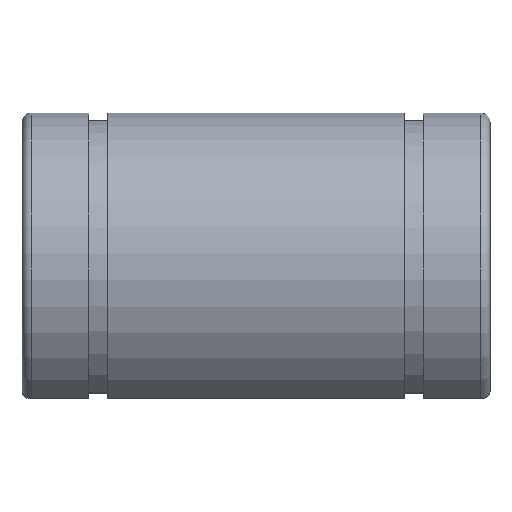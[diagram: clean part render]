
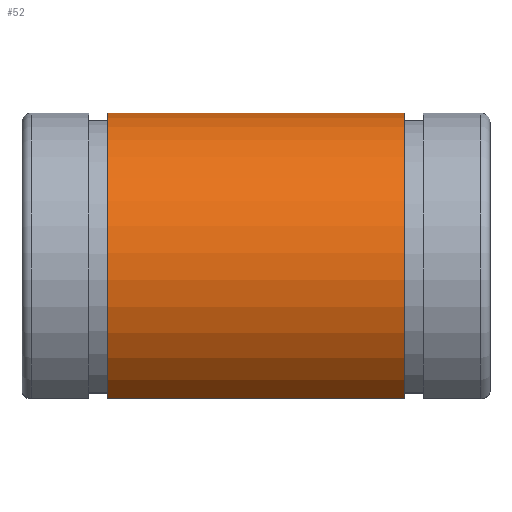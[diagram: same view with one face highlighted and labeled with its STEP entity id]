
A CAD part, top view. The second image highlights one B-rep face of the part: STEP entity #52.
In plain terms, the highlighted cylindrical face has radius 11 mm (diameter 22 mm), a partial arc.
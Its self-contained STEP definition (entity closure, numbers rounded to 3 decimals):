
#52 = ADVANCED_FACE( '', ( #114, #115 ), #116, .T. );
#114 = FACE_OUTER_BOUND( '', #183, .T. );
#115 = FACE_BOUND( '', #184, .T. );
#116 = CYLINDRICAL_SURFACE( '', #185, 11. );
#183 = EDGE_LOOP( '', ( #263, #264, #265, #266 ) );
#184 = EDGE_LOOP( '', ( #267 ) );
#185 = AXIS2_PLACEMENT_3D( '', #268, #269, #270 );
#263 = ORIENTED_EDGE( '', *, *, #431, .T. );
#264 = ORIENTED_EDGE( '', *, *, #432, .T. );
#265 = ORIENTED_EDGE( '', *, *, #433, .F. );
#266 = ORIENTED_EDGE( '', *, *, #434, .T. );
#267 = ORIENTED_EDGE( '', *, *, #423, .T. );
#268 = CARTESIAN_POINT( '', ( 32., 0., 0. ) );
#269 = DIRECTION( '', ( -1., 0., 0. ) );
#270 = DIRECTION( '', ( 0., 0., -1. ) );
#423 = EDGE_CURVE( '', #501, #501, #502, .T. );
#431 = EDGE_CURVE( '', #515, #516, #517, .T. );
#432 = EDGE_CURVE( '', #516, #518, #519, .T. );
#433 = EDGE_CURVE( '', #520, #518, #521, .T. );
#434 = EDGE_CURVE( '', #520, #515, #522, .F. );
#501 = VERTEX_POINT( '', #609 );
#502 = B_SPLINE_CURVE_WITH_KNOTS( '', 3, ( #610, #611, #612, #613, #614, #615, #616, #617, #618, #619, #620, #621, #622, #623, #624, #625, #626, #627, #628, #629, #630, #631, #632, #633, #634, #635, #636, #637, #638, #639, #640, #641, #642, #643, #644, #645, #646, #647, #648, #649, #650, #651, #652, #653, #654, #655, #656, #657, #658, #659 ), .UNSPECIFIED., .T., .F., ( 2, 2, 2, 2, 2, 2, 2, 2, 2, 2, 2, 2, 2, 2, 2, 2, 2, 2, 2, 2, 2, 2, 2, 2, 2, 2, 2 ), ( -0.001, 0., 0., 0.001, 0.001, 0.001, 0.002, 0.002, 0.003, 0.003, 0.004, 0.004, 0.004, 0.004, 0.005, 0.005, 0.006, 0.006, 0.006, 0.007, 0.007, 0.008, 0.008, 0.008, 0.009, 0.009, 0.01 ), .UNSPECIFIED. );
#515 = VERTEX_POINT( '', #684 );
#516 = VERTEX_POINT( '', #685 );
#517 = CIRCLE( '', #686, 11. );
#518 = VERTEX_POINT( '', #687 );
#519 = LINE( '', #688, #689 );
#520 = VERTEX_POINT( '', #690 );
#521 = CIRCLE( '', #691, 11. );
#522 = LINE( '', #692, #693 );
#609 = CARTESIAN_POINT( '', ( 16., 2.826, -10.631 ) );
#610 = CARTESIAN_POINT( '', ( 16.198, 2.826, -10.631 ) );
#611 = CARTESIAN_POINT( '', ( 15.901, 2.826, -10.631 ) );
#612 = CARTESIAN_POINT( '', ( 15.803, 2.817, -10.633 ) );
#613 = CARTESIAN_POINT( '', ( 15.611, 2.779, -10.643 ) );
#614 = CARTESIAN_POINT( '', ( 15.516, 2.751, -10.65 ) );
#615 = CARTESIAN_POINT( '', ( 15.334, 2.678, -10.669 ) );
#616 = CARTESIAN_POINT( '', ( 15.248, 2.633, -10.68 ) );
#617 = CARTESIAN_POINT( '', ( 15.085, 2.526, -10.706 ) );
#618 = CARTESIAN_POINT( '', ( 15.008, 2.464, -10.721 ) );
#619 = CARTESIAN_POINT( '', ( 14.801, 2.261, -10.766 ) );
#620 = CARTESIAN_POINT( '', ( 14.689, 2.097, -10.8 ) );
#621 = CARTESIAN_POINT( '', ( 14.54, 1.741, -10.863 ) );
#622 = CARTESIAN_POINT( '', ( 14.5, 1.545, -10.893 ) );
#623 = CARTESIAN_POINT( '', ( 14.5, 1.254, -10.929 ) );
#624 = CARTESIAN_POINT( '', ( 14.51, 1.155, -10.94 ) );
#625 = CARTESIAN_POINT( '', ( 14.548, 0.963, -10.958 ) );
#626 = CARTESIAN_POINT( '', ( 14.576, 0.87, -10.966 ) );
#627 = CARTESIAN_POINT( '', ( 14.689, 0.598, -10.985 ) );
#628 = CARTESIAN_POINT( '', ( 14.799, 0.432, -10.992 ) );
#629 = CARTESIAN_POINT( '', ( 15.009, 0.221, -10.998 ) );
#630 = CARTESIAN_POINT( '', ( 15.084, 0.159, -10.999 ) );
#631 = CARTESIAN_POINT( '', ( 15.247, 0.05, -11. ) );
#632 = CARTESIAN_POINT( '', ( 15.335, 0.002, -11. ) );
#633 = CARTESIAN_POINT( '', ( 15.516, -0.074, -11. ) );
#634 = CARTESIAN_POINT( '', ( 15.61, -0.102, -11. ) );
#635 = CARTESIAN_POINT( '', ( 15.802, -0.141, -10.999 ) );
#636 = CARTESIAN_POINT( '', ( 15.901, -0.151, -10.999 ) );
#637 = CARTESIAN_POINT( '', ( 16.195, -0.151, -10.999 ) );
#638 = CARTESIAN_POINT( '', ( 16.393, -0.112, -11. ) );
#639 = CARTESIAN_POINT( '', ( 16.754, 0.039, -11. ) );
#640 = CARTESIAN_POINT( '', ( 16.921, 0.151, -11. ) );
#641 = CARTESIAN_POINT( '', ( 17.129, 0.359, -10.994 ) );
#642 = CARTESIAN_POINT( '', ( 17.192, 0.437, -10.992 ) );
#643 = CARTESIAN_POINT( '', ( 17.301, 0.6, -10.984 ) );
#644 = CARTESIAN_POINT( '', ( 17.347, 0.686, -10.979 ) );
#645 = CARTESIAN_POINT( '', ( 17.461, 0.958, -10.96 ) );
#646 = CARTESIAN_POINT( '', ( 17.5, 1.152, -10.941 ) );
#647 = CARTESIAN_POINT( '', ( 17.5, 1.447, -10.905 ) );
#648 = CARTESIAN_POINT( '', ( 17.49, 1.544, -10.892 ) );
#649 = CARTESIAN_POINT( '', ( 17.452, 1.734, -10.863 ) );
#650 = CARTESIAN_POINT( '', ( 17.424, 1.828, -10.847 ) );
#651 = CARTESIAN_POINT( '', ( 17.348, 2.007, -10.816 ) );
#652 = CARTESIAN_POINT( '', ( 17.302, 2.092, -10.8 ) );
#653 = CARTESIAN_POINT( '', ( 17.194, 2.252, -10.767 ) );
#654 = CARTESIAN_POINT( '', ( 17.13, 2.328, -10.751 ) );
#655 = CARTESIAN_POINT( '', ( 16.923, 2.531, -10.706 ) );
#656 = CARTESIAN_POINT( '', ( 16.756, 2.641, -10.679 ) );
#657 = CARTESIAN_POINT( '', ( 16.396, 2.787, -10.641 ) );
#658 = CARTESIAN_POINT( '', ( 16.198, 2.826, -10.631 ) );
#659 = CARTESIAN_POINT( '', ( 15.901, 2.826, -10.631 ) );
#684 = CARTESIAN_POINT( '', ( 5.85, -8.57, -6.897 ) );
#685 = CARTESIAN_POINT( '', ( 5.85, -8.57, 6.897 ) );
#686 = AXIS2_PLACEMENT_3D( '', #836, #837, #838 );
#687 = CARTESIAN_POINT( '', ( 26.15, -8.57, 6.897 ) );
#688 = CARTESIAN_POINT( '', ( 32., -8.57, 6.897 ) );
#689 = VECTOR( '', #839, 1000. );
#690 = CARTESIAN_POINT( '', ( 26.15, -8.57, -6.897 ) );
#691 = AXIS2_PLACEMENT_3D( '', #840, #841, #842 );
#692 = CARTESIAN_POINT( '', ( 32., -8.57, -6.897 ) );
#693 = VECTOR( '', #843, 1000. );
#836 = CARTESIAN_POINT( '', ( 5.85, 0., 0. ) );
#837 = DIRECTION( '', ( 1., 0., 0. ) );
#838 = DIRECTION( '', ( 0., 0., -1. ) );
#839 = DIRECTION( '', ( 1., 0., 0. ) );
#840 = CARTESIAN_POINT( '', ( 26.15, 0., 0. ) );
#841 = DIRECTION( '', ( 1., 0., 0. ) );
#842 = DIRECTION( '', ( 0., 0., -1. ) );
#843 = DIRECTION( '', ( 1., 0., 0. ) );
